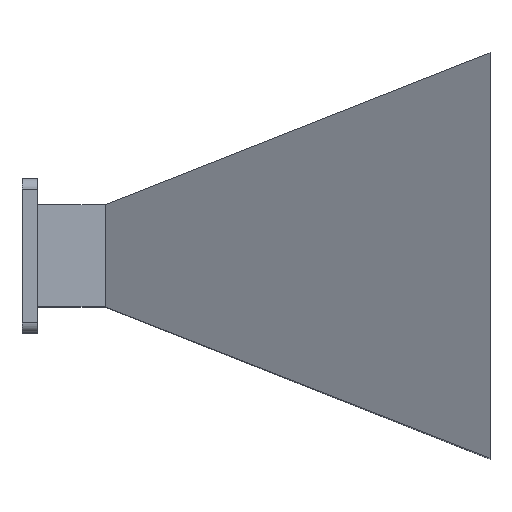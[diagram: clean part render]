
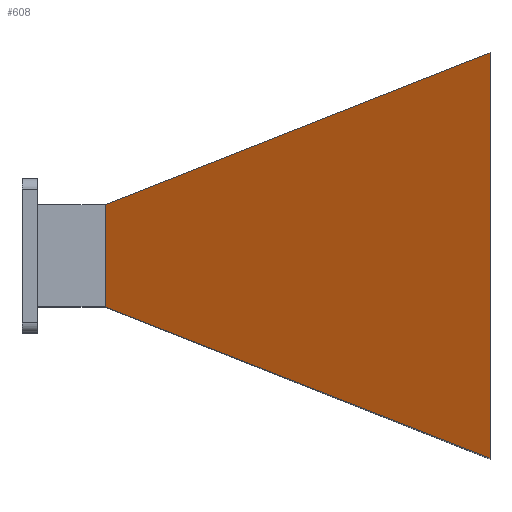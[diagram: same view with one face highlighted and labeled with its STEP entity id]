
A CAD part, top view. The second image highlights one B-rep face of the part: STEP entity #608.
In plain terms, the highlighted planar face has unit normal (-0.461, 0, 0.887).
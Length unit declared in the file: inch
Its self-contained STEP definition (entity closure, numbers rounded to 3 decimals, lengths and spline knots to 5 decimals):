
#96 = EDGE_CURVE ( 'NONE', #1210, #1688, #820, .T. ) ;
#219 = LINE ( 'NONE', #1549, #321 ) ;
#284 = CARTESIAN_POINT ( 'NONE',  ( 2.55906, 0., 2.84528 ) ) ;
#311 = VERTEX_POINT ( 'NONE', #583 ) ;
#321 = VECTOR ( 'NONE', #1321, 39.37008 ) ;
#375 = VECTOR ( 'NONE', #921, 39.37008 ) ;
#376 = VECTOR ( 'NONE', #1338, 39.37008 ) ;
#389 = CARTESIAN_POINT ( 'NONE',  ( 14.37008, 6.22047, 8.97638 ) ) ;
#403 = EDGE_LOOP ( 'NONE', ( #934, #1152, #1312, #1510 ) ) ;
#432 = EDGE_CURVE ( 'NONE', #311, #1210, #542, .T. ) ;
#468 = CARTESIAN_POINT ( 'NONE',  ( -0.62027, 0., 1.19489 ) ) ;
#518 = CARTESIAN_POINT ( 'NONE',  ( 14.37008, -6.22047, 8.97638 ) ) ;
#542 = LINE ( 'NONE', #284, #884 ) ;
#583 = CARTESIAN_POINT ( 'NONE',  ( 2.55906, 1.57028, 2.84528 ) ) ;
#585 = DIRECTION ( 'NONE',  ( 0.461, 0., -0.888 ) ) ;
#608 = ADVANCED_FACE ( 'NONE', ( #1525 ), #1666, .F. ) ;
#722 = EDGE_CURVE ( 'NONE', #1679, #1688, #793, .T. ) ;
#777 = CARTESIAN_POINT ( 'NONE',  ( 14.37008, 6.22047, 8.97638 ) ) ;
#793 = LINE ( 'NONE', #777, #376 ) ;
#820 = LINE ( 'NONE', #1367, #375 ) ;
#884 = VECTOR ( 'NONE', #1388, 39.37008 ) ;
#921 = DIRECTION ( 'NONE',  ( 0.838, -0.33, 0.435 ) ) ;
#934 = ORIENTED_EDGE ( 'NONE', *, *, #96, .T. ) ;
#991 = EDGE_CURVE ( 'NONE', #311, #1679, #219, .T. ) ;
#1152 = ORIENTED_EDGE ( 'NONE', *, *, #722, .F. ) ;
#1210 = VERTEX_POINT ( 'NONE', #1602 ) ;
#1312 = ORIENTED_EDGE ( 'NONE', *, *, #991, .F. ) ;
#1321 = DIRECTION ( 'NONE',  ( 0.838, 0.33, 0.435 ) ) ;
#1338 = DIRECTION ( 'NONE',  ( 0., -1., 0. ) ) ;
#1367 = CARTESIAN_POINT ( 'NONE',  ( 2.55906, -1.57028, 2.84528 ) ) ;
#1388 = DIRECTION ( 'NONE',  ( 0., -1., 0. ) ) ;
#1510 = ORIENTED_EDGE ( 'NONE', *, *, #432, .T. ) ;
#1525 = FACE_OUTER_BOUND ( 'NONE', #403, .T. ) ;
#1549 = CARTESIAN_POINT ( 'NONE',  ( 2.55906, 1.57028, 2.84528 ) ) ;
#1553 = DIRECTION ( 'NONE',  ( -0.888, 0., -0.461 ) ) ;
#1602 = CARTESIAN_POINT ( 'NONE',  ( 2.55906, -1.57028, 2.84528 ) ) ;
#1666 = PLANE ( 'NONE',  #1699 ) ;
#1679 = VERTEX_POINT ( 'NONE', #389 ) ;
#1688 = VERTEX_POINT ( 'NONE', #518 ) ;
#1699 = AXIS2_PLACEMENT_3D ( 'NONE', #468, #585, #1553 ) ;
